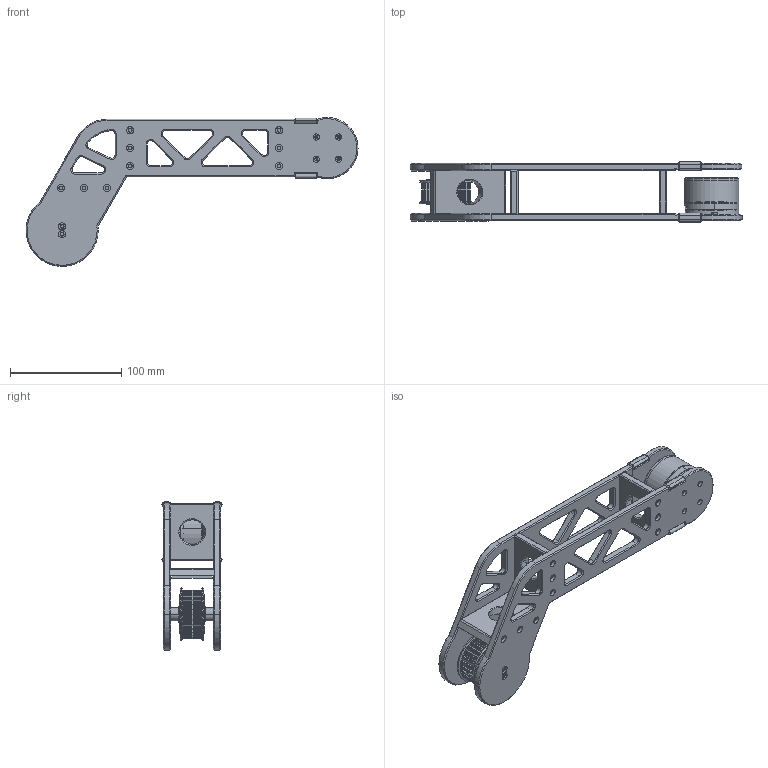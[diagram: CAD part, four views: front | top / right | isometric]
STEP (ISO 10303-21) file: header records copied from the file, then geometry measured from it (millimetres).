
FILE_DESCRIPTION (( 'STEP AP214' ), '1' );
FILE_NAME ('Elbow_Link.STEP', '2022-04-15T02:32:01', ( '' ), ( '' ), 'SwSTEP 2.0', 'SolidWorks 2021', '' );
FILE_SCHEMA (( 'AUTOMOTIVE_DESIGN' ));
Length unit declared in the file: millimetre
Products named in the file (13): 葭觼2_蝶饜ぷURDF; HTPA28S5M150_A_H12_3URDF; ヴ葬2蹴_蝶む檜憮URDF; B676ZZURDF; 葭觼2_蝶饜ぷ之URDF; ヴ葬2蹴URDF; Elbow_Link; 葭觼2_醴喀攪_夥款URDF; ｸｵﾅｩ2_ﾄｿｳﾘﾅﾍ_ｾﾕURDF; 葭觼2_豭薹URDF; RMD-L-5015URDF; 葭觼2_螃艇薹URDF; ｸｵﾅｩ2_ﾄｿｳﾘﾅﾍ_ｵﾚURDF
Assembly tree (15 placements, depth 2):
  Elbow_Link
    ヴ葬2蹴_蝶む檜憮URDF
    HTPA28S5M150_A_H12_3URDF
    ヴ葬2蹴URDF
    RMD-L-5015URDF
    葭觼2_螃艇薹URDF
    葭觼2_蝶饜ぷURDF
    葭觼2_蝶饜ぷ之URDF  x4
    ｸｵﾅｩ2_ﾄｿｳﾘﾅﾍ_ｵﾚURDF
    葭觼2_醴喀攪_夥款URDF
    ｸｵﾅｩ2_ﾄｿｳﾘﾅﾍ_ｾﾕURDF
    B676ZZURDF
    葭觼2_豭薹URDF
Bounding box: 298.8 x 54 x 134 mm (x, y, z)
Volume: 282557 mm3; surface area: 134529.8 mm2
Topology: 21 solids, 21 shells, 1389 faces, 3467 edges, 2184 vertices
Faces by surface type: cylinder 676, plane 505, cone 190, torus 12, bspline 6
Entity records: 48260 total; most frequent: CARTESIAN_POINT 10830, DIRECTION 7474, ORIENTED_EDGE 6670, EDGE_CURVE 3335, AXIS2_PLACEMENT_3D 2923, VERTEX_POINT 2109, VECTOR 1628, LINE 1628
